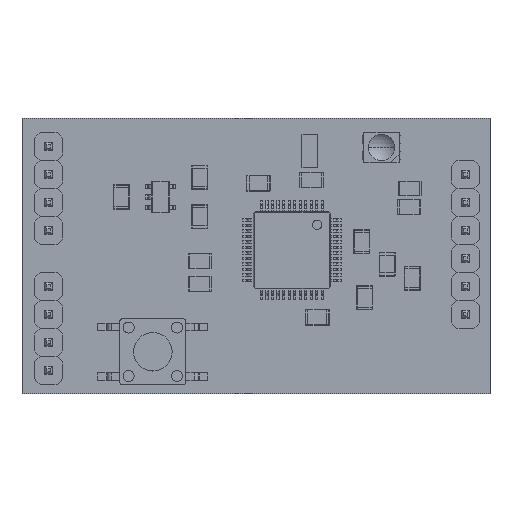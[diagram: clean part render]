
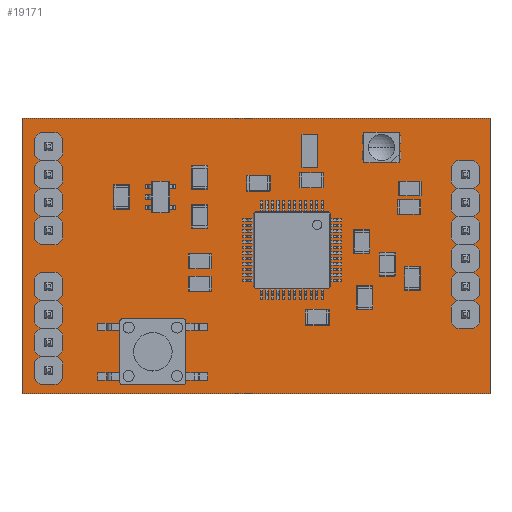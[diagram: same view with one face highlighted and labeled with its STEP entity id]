
A CAD part, top view. The second image highlights one B-rep face of the part: STEP entity #19171.
In plain terms, the highlighted planar face has unit normal (0, 0, 1).
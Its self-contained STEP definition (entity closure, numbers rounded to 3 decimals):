
#18538 = VERTEX_POINT('',#18539);
#18539 = CARTESIAN_POINT('',(34.,56.,0.));
#18545 = EDGE_CURVE('',#18538,#18546,#18548,.T.);
#18546 = VERTEX_POINT('',#18547);
#18547 = CARTESIAN_POINT('',(34.,81.,0.));
#18548 = LINE('',#18549,#18550);
#18549 = CARTESIAN_POINT('',(34.,56.,0.));
#18550 = VECTOR('',#18551,1.);
#18551 = DIRECTION('',(0.,1.,0.));
#18576 = EDGE_CURVE('',#18546,#18577,#18579,.T.);
#18577 = VERTEX_POINT('',#18578);
#18578 = CARTESIAN_POINT('',(76.5,81.,0.));
#18579 = LINE('',#18580,#18581);
#18580 = CARTESIAN_POINT('',(34.,81.,0.));
#18581 = VECTOR('',#18582,1.);
#18582 = DIRECTION('',(1.,0.,0.));
#18607 = EDGE_CURVE('',#18577,#18608,#18610,.T.);
#18608 = VERTEX_POINT('',#18609);
#18609 = CARTESIAN_POINT('',(76.5,56.,0.));
#18610 = LINE('',#18611,#18612);
#18611 = CARTESIAN_POINT('',(76.5,81.,0.));
#18612 = VECTOR('',#18613,1.);
#18613 = DIRECTION('',(0.,-1.,0.));
#18638 = EDGE_CURVE('',#18608,#18538,#18639,.T.);
#18639 = LINE('',#18640,#18641);
#18640 = CARTESIAN_POINT('',(76.5,56.,0.));
#18641 = VECTOR('',#18642,1.);
#18642 = DIRECTION('',(-1.,0.,0.));
#18662 = VERTEX_POINT('',#18663);
#18663 = CARTESIAN_POINT('',(36.969,65.726,0.));
#18669 = EDGE_CURVE('',#18662,#18662,#18670,.T.);
#18670 = CIRCLE('',#18671,0.55);
#18671 = AXIS2_PLACEMENT_3D('',#18672,#18673,#18674);
#18672 = CARTESIAN_POINT('',(36.419,65.726,0.));
#18673 = DIRECTION('',(0.,0.,1.));
#18674 = DIRECTION('',(1.,0.,0.));
#18695 = VERTEX_POINT('',#18696);
#18696 = CARTESIAN_POINT('',(36.969,60.646,0.));
#18702 = EDGE_CURVE('',#18695,#18695,#18703,.T.);
#18703 = CIRCLE('',#18704,0.55);
#18704 = AXIS2_PLACEMENT_3D('',#18705,#18706,#18707);
#18705 = CARTESIAN_POINT('',(36.419,60.646,0.));
#18706 = DIRECTION('',(0.,0.,1.));
#18707 = DIRECTION('',(1.,0.,0.));
#18728 = VERTEX_POINT('',#18729);
#18729 = CARTESIAN_POINT('',(36.969,63.186,0.));
#18735 = EDGE_CURVE('',#18728,#18728,#18736,.T.);
#18736 = CIRCLE('',#18737,0.55);
#18737 = AXIS2_PLACEMENT_3D('',#18738,#18739,#18740);
#18738 = CARTESIAN_POINT('',(36.419,63.186,0.));
#18739 = DIRECTION('',(0.,0.,1.));
#18740 = DIRECTION('',(1.,0.,0.));
#18761 = VERTEX_POINT('',#18762);
#18762 = CARTESIAN_POINT('',(36.969,75.886,0.));
#18768 = EDGE_CURVE('',#18761,#18761,#18769,.T.);
#18769 = CIRCLE('',#18770,0.55);
#18770 = AXIS2_PLACEMENT_3D('',#18771,#18772,#18773);
#18771 = CARTESIAN_POINT('',(36.419,75.886,0.));
#18772 = DIRECTION('',(0.,0.,1.));
#18773 = DIRECTION('',(1.,0.,0.));
#18794 = VERTEX_POINT('',#18795);
#18795 = CARTESIAN_POINT('',(36.969,78.426,0.));
#18801 = EDGE_CURVE('',#18794,#18794,#18802,.T.);
#18802 = CIRCLE('',#18803,0.55);
#18803 = AXIS2_PLACEMENT_3D('',#18804,#18805,#18806);
#18804 = CARTESIAN_POINT('',(36.419,78.426,0.));
#18805 = DIRECTION('',(0.,0.,1.));
#18806 = DIRECTION('',(1.,0.,0.));
#18827 = VERTEX_POINT('',#18828);
#18828 = CARTESIAN_POINT('',(36.969,70.806,0.));
#18834 = EDGE_CURVE('',#18827,#18827,#18835,.T.);
#18835 = CIRCLE('',#18836,0.55);
#18836 = AXIS2_PLACEMENT_3D('',#18837,#18838,#18839);
#18837 = CARTESIAN_POINT('',(36.419,70.806,0.));
#18838 = DIRECTION('',(0.,0.,1.));
#18839 = DIRECTION('',(1.,0.,0.));
#18860 = VERTEX_POINT('',#18861);
#18861 = CARTESIAN_POINT('',(36.969,73.346,0.));
#18867 = EDGE_CURVE('',#18860,#18860,#18868,.T.);
#18868 = CIRCLE('',#18869,0.55);
#18869 = AXIS2_PLACEMENT_3D('',#18870,#18871,#18872);
#18870 = CARTESIAN_POINT('',(36.419,73.346,0.));
#18871 = DIRECTION('',(0.,0.,1.));
#18872 = DIRECTION('',(1.,0.,0.));
#18893 = VERTEX_POINT('',#18894);
#18894 = CARTESIAN_POINT('',(36.969,58.106,0.));
#18900 = EDGE_CURVE('',#18893,#18893,#18901,.T.);
#18901 = CIRCLE('',#18902,0.55);
#18902 = AXIS2_PLACEMENT_3D('',#18903,#18904,#18905);
#18903 = CARTESIAN_POINT('',(36.419,58.106,0.));
#18904 = DIRECTION('',(0.,0.,1.));
#18905 = DIRECTION('',(1.,0.,0.));
#18926 = VERTEX_POINT('',#18927);
#18927 = CARTESIAN_POINT('',(74.815,63.186,0.));
#18933 = EDGE_CURVE('',#18926,#18926,#18934,.T.);
#18934 = CIRCLE('',#18935,0.55);
#18935 = AXIS2_PLACEMENT_3D('',#18936,#18937,#18938);
#18936 = CARTESIAN_POINT('',(74.265,63.186,0.));
#18937 = DIRECTION('',(0.,0.,1.));
#18938 = DIRECTION('',(1.,0.,0.));
#18959 = VERTEX_POINT('',#18960);
#18960 = CARTESIAN_POINT('',(74.815,65.726,0.));
#18966 = EDGE_CURVE('',#18959,#18959,#18967,.T.);
#18967 = CIRCLE('',#18968,0.55);
#18968 = AXIS2_PLACEMENT_3D('',#18969,#18970,#18971);
#18969 = CARTESIAN_POINT('',(74.265,65.726,0.));
#18970 = DIRECTION('',(0.,0.,1.));
#18971 = DIRECTION('',(1.,0.,0.));
#18992 = VERTEX_POINT('',#18993);
#18993 = CARTESIAN_POINT('',(74.815,73.346,0.));
#18999 = EDGE_CURVE('',#18992,#18992,#19000,.T.);
#19000 = CIRCLE('',#19001,0.55);
#19001 = AXIS2_PLACEMENT_3D('',#19002,#19003,#19004);
#19002 = CARTESIAN_POINT('',(74.265,73.346,0.));
#19003 = DIRECTION('',(0.,0.,1.));
#19004 = DIRECTION('',(1.,0.,0.));
#19025 = VERTEX_POINT('',#19026);
#19026 = CARTESIAN_POINT('',(74.815,75.886,0.));
#19032 = EDGE_CURVE('',#19025,#19025,#19033,.T.);
#19033 = CIRCLE('',#19034,0.55);
#19034 = AXIS2_PLACEMENT_3D('',#19035,#19036,#19037);
#19035 = CARTESIAN_POINT('',(74.265,75.886,0.));
#19036 = DIRECTION('',(0.,0.,1.));
#19037 = DIRECTION('',(1.,0.,0.));
#19058 = VERTEX_POINT('',#19059);
#19059 = CARTESIAN_POINT('',(74.815,68.266,0.));
#19065 = EDGE_CURVE('',#19058,#19058,#19066,.T.);
#19066 = CIRCLE('',#19067,0.55);
#19067 = AXIS2_PLACEMENT_3D('',#19068,#19069,#19070);
#19068 = CARTESIAN_POINT('',(74.265,68.266,0.));
#19069 = DIRECTION('',(0.,0.,1.));
#19070 = DIRECTION('',(1.,0.,0.));
#19091 = VERTEX_POINT('',#19092);
#19092 = CARTESIAN_POINT('',(74.815,70.806,0.));
#19098 = EDGE_CURVE('',#19091,#19091,#19099,.T.);
#19099 = CIRCLE('',#19100,0.55);
#19100 = AXIS2_PLACEMENT_3D('',#19101,#19102,#19103);
#19101 = CARTESIAN_POINT('',(74.265,70.806,0.));
#19102 = DIRECTION('',(0.,0.,1.));
#19103 = DIRECTION('',(1.,0.,0.));
#19171 = ADVANCED_FACE('',(#19172,#19178,#19181,#19184,#19187,#19190,
    #19193,#19196,#19199,#19202,#19205,#19208,#19211,#19214,#19217),
  #19220,.T.);
#19172 = FACE_BOUND('',#19173,.F.);
#19173 = EDGE_LOOP('',(#19174,#19175,#19176,#19177));
#19174 = ORIENTED_EDGE('',*,*,#18545,.T.);
#19175 = ORIENTED_EDGE('',*,*,#18576,.T.);
#19176 = ORIENTED_EDGE('',*,*,#18607,.T.);
#19177 = ORIENTED_EDGE('',*,*,#18638,.T.);
#19178 = FACE_BOUND('',#19179,.T.);
#19179 = EDGE_LOOP('',(#19180));
#19180 = ORIENTED_EDGE('',*,*,#18669,.F.);
#19181 = FACE_BOUND('',#19182,.T.);
#19182 = EDGE_LOOP('',(#19183));
#19183 = ORIENTED_EDGE('',*,*,#18702,.F.);
#19184 = FACE_BOUND('',#19185,.T.);
#19185 = EDGE_LOOP('',(#19186));
#19186 = ORIENTED_EDGE('',*,*,#18735,.F.);
#19187 = FACE_BOUND('',#19188,.T.);
#19188 = EDGE_LOOP('',(#19189));
#19189 = ORIENTED_EDGE('',*,*,#18768,.F.);
#19190 = FACE_BOUND('',#19191,.T.);
#19191 = EDGE_LOOP('',(#19192));
#19192 = ORIENTED_EDGE('',*,*,#18801,.F.);
#19193 = FACE_BOUND('',#19194,.T.);
#19194 = EDGE_LOOP('',(#19195));
#19195 = ORIENTED_EDGE('',*,*,#18834,.F.);
#19196 = FACE_BOUND('',#19197,.T.);
#19197 = EDGE_LOOP('',(#19198));
#19198 = ORIENTED_EDGE('',*,*,#18867,.F.);
#19199 = FACE_BOUND('',#19200,.T.);
#19200 = EDGE_LOOP('',(#19201));
#19201 = ORIENTED_EDGE('',*,*,#18900,.F.);
#19202 = FACE_BOUND('',#19203,.T.);
#19203 = EDGE_LOOP('',(#19204));
#19204 = ORIENTED_EDGE('',*,*,#18933,.F.);
#19205 = FACE_BOUND('',#19206,.T.);
#19206 = EDGE_LOOP('',(#19207));
#19207 = ORIENTED_EDGE('',*,*,#18966,.F.);
#19208 = FACE_BOUND('',#19209,.T.);
#19209 = EDGE_LOOP('',(#19210));
#19210 = ORIENTED_EDGE('',*,*,#18999,.F.);
#19211 = FACE_BOUND('',#19212,.T.);
#19212 = EDGE_LOOP('',(#19213));
#19213 = ORIENTED_EDGE('',*,*,#19032,.F.);
#19214 = FACE_BOUND('',#19215,.T.);
#19215 = EDGE_LOOP('',(#19216));
#19216 = ORIENTED_EDGE('',*,*,#19065,.F.);
#19217 = FACE_BOUND('',#19218,.T.);
#19218 = EDGE_LOOP('',(#19219));
#19219 = ORIENTED_EDGE('',*,*,#19098,.F.);
#19220 = PLANE('',#19221);
#19221 = AXIS2_PLACEMENT_3D('',#19222,#19223,#19224);
#19222 = CARTESIAN_POINT('',(34.,56.,0.));
#19223 = DIRECTION('',(0.,0.,1.));
#19224 = DIRECTION('',(1.,0.,0.));
